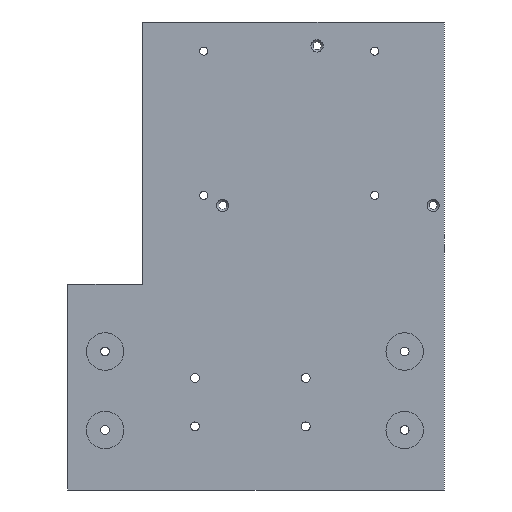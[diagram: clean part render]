
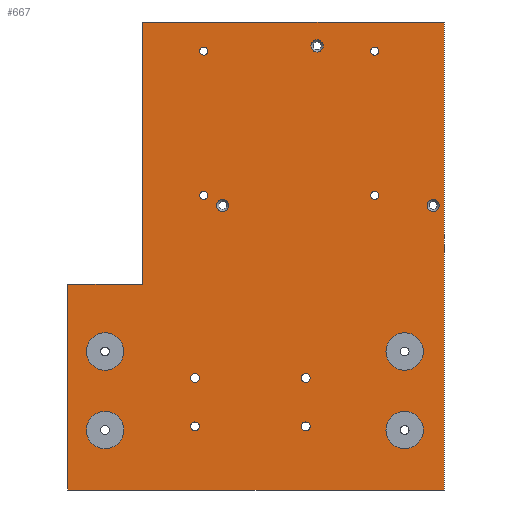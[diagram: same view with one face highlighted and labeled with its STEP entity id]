
A CAD part, front view. The second image highlights one B-rep face of the part: STEP entity #667.
In plain terms, the highlighted planar face has unit normal (0, -1, 0).
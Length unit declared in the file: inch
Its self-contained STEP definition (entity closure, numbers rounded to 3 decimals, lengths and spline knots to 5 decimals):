
#18=LINE('',#1054,#36);
#22=LINE('',#1062,#40);
#27=LINE('',#1071,#45);
#31=LINE('',#1168,#49);
#33=LINE('',#1172,#51);
#35=LINE('',#1175,#53);
#36=VECTOR('',#846,0.3937);
#40=VECTOR('',#852,0.3937);
#45=VECTOR('',#859,0.3937);
#49=VECTOR('',#979,0.3937);
#51=VECTOR('',#983,0.3937);
#53=VECTOR('',#987,0.3937);
#68=PLANE('',#778);
#142=FACE_BOUND('',#289,.T.);
#143=FACE_BOUND('',#290,.T.);
#144=FACE_BOUND('',#291,.T.);
#145=FACE_BOUND('',#292,.T.);
#146=FACE_BOUND('',#293,.T.);
#147=FACE_BOUND('',#294,.T.);
#148=FACE_BOUND('',#295,.T.);
#149=FACE_BOUND('',#296,.T.);
#150=FACE_BOUND('',#297,.T.);
#151=FACE_BOUND('',#298,.T.);
#152=FACE_BOUND('',#299,.T.);
#153=FACE_BOUND('',#300,.T.);
#154=FACE_BOUND('',#301,.T.);
#155=FACE_BOUND('',#302,.T.);
#156=FACE_BOUND('',#303,.T.);
#197=FACE_OUTER_BOUND('',#288,.T.);
#288=EDGE_LOOP('',(#599,#600,#601,#602,#603,#604));
#289=EDGE_LOOP('',(#605));
#290=EDGE_LOOP('',(#606));
#291=EDGE_LOOP('',(#607));
#292=EDGE_LOOP('',(#608));
#293=EDGE_LOOP('',(#609));
#294=EDGE_LOOP('',(#610));
#295=EDGE_LOOP('',(#611));
#296=EDGE_LOOP('',(#612));
#297=EDGE_LOOP('',(#613));
#298=EDGE_LOOP('',(#614));
#299=EDGE_LOOP('',(#615));
#300=EDGE_LOOP('',(#616));
#301=EDGE_LOOP('',(#617));
#302=EDGE_LOOP('',(#618));
#303=EDGE_LOOP('',(#619));
#305=CIRCLE('',#690,0.081);
#308=CIRCLE('',#695,0.081);
#311=CIRCLE('',#700,0.081);
#315=CIRCLE('',#706,0.054);
#317=CIRCLE('',#709,0.054);
#319=CIRCLE('',#712,0.054);
#321=CIRCLE('',#715,0.054);
#331=CIRCLE('',#730,0.25);
#334=CIRCLE('',#735,0.25);
#337=CIRCLE('',#740,0.25);
#340=CIRCLE('',#745,0.25);
#350=CIRCLE('',#769,0.059);
#351=CIRCLE('',#771,0.059);
#352=CIRCLE('',#773,0.059);
#353=CIRCLE('',#775,0.059);
#362=VERTEX_POINT('',#1008);
#365=VERTEX_POINT('',#1016);
#368=VERTEX_POINT('',#1024);
#372=VERTEX_POINT('',#1034);
#374=VERTEX_POINT('',#1039);
#376=VERTEX_POINT('',#1044);
#378=VERTEX_POINT('',#1049);
#379=VERTEX_POINT('',#1052);
#380=VERTEX_POINT('',#1053);
#383=VERTEX_POINT('',#1061);
#386=VERTEX_POINT('',#1069);
#398=VERTEX_POINT('',#1097);
#401=VERTEX_POINT('',#1105);
#404=VERTEX_POINT('',#1113);
#407=VERTEX_POINT('',#1121);
#417=VERTEX_POINT('',#1155);
#418=VERTEX_POINT('',#1158);
#419=VERTEX_POINT('',#1161);
#420=VERTEX_POINT('',#1164);
#421=VERTEX_POINT('',#1167);
#422=VERTEX_POINT('',#1171);
#423=EDGE_CURVE('',#362,#362,#305,.T.);
#426=EDGE_CURVE('',#365,#365,#308,.T.);
#429=EDGE_CURVE('',#368,#368,#311,.T.);
#433=EDGE_CURVE('',#372,#372,#315,.T.);
#435=EDGE_CURVE('',#374,#374,#317,.T.);
#437=EDGE_CURVE('',#376,#376,#319,.T.);
#439=EDGE_CURVE('',#378,#378,#321,.T.);
#440=EDGE_CURVE('',#379,#380,#18,.T.);
#444=EDGE_CURVE('',#383,#379,#22,.T.);
#449=EDGE_CURVE('',#380,#386,#27,.T.);
#462=EDGE_CURVE('',#398,#398,#331,.T.);
#465=EDGE_CURVE('',#401,#401,#334,.T.);
#468=EDGE_CURVE('',#404,#404,#337,.T.);
#471=EDGE_CURVE('',#407,#407,#340,.T.);
#481=EDGE_CURVE('',#417,#417,#350,.T.);
#482=EDGE_CURVE('',#418,#418,#351,.T.);
#483=EDGE_CURVE('',#419,#419,#352,.T.);
#484=EDGE_CURVE('',#420,#420,#353,.T.);
#485=EDGE_CURVE('',#421,#383,#31,.T.);
#487=EDGE_CURVE('',#422,#421,#33,.T.);
#489=EDGE_CURVE('',#386,#422,#35,.T.);
#599=ORIENTED_EDGE('',*,*,#440,.T.);
#600=ORIENTED_EDGE('',*,*,#449,.T.);
#601=ORIENTED_EDGE('',*,*,#489,.T.);
#602=ORIENTED_EDGE('',*,*,#487,.T.);
#603=ORIENTED_EDGE('',*,*,#485,.T.);
#604=ORIENTED_EDGE('',*,*,#444,.T.);
#605=ORIENTED_EDGE('',*,*,#423,.T.);
#606=ORIENTED_EDGE('',*,*,#426,.T.);
#607=ORIENTED_EDGE('',*,*,#429,.T.);
#608=ORIENTED_EDGE('',*,*,#433,.T.);
#609=ORIENTED_EDGE('',*,*,#435,.T.);
#610=ORIENTED_EDGE('',*,*,#437,.T.);
#611=ORIENTED_EDGE('',*,*,#439,.T.);
#612=ORIENTED_EDGE('',*,*,#462,.T.);
#613=ORIENTED_EDGE('',*,*,#465,.T.);
#614=ORIENTED_EDGE('',*,*,#468,.T.);
#615=ORIENTED_EDGE('',*,*,#471,.T.);
#616=ORIENTED_EDGE('',*,*,#481,.T.);
#617=ORIENTED_EDGE('',*,*,#482,.T.);
#618=ORIENTED_EDGE('',*,*,#483,.T.);
#619=ORIENTED_EDGE('',*,*,#484,.T.);
#667=ADVANCED_FACE('',(#197,#142,#143,#144,#145,#146,#147,#148,#149,#150,
#151,#152,#153,#154,#155,#156),#68,.T.);
#690=AXIS2_PLACEMENT_3D('',#1009,#792,#793);
#695=AXIS2_PLACEMENT_3D('',#1017,#802,#803);
#700=AXIS2_PLACEMENT_3D('',#1025,#812,#813);
#706=AXIS2_PLACEMENT_3D('',#1035,#824,#825);
#709=AXIS2_PLACEMENT_3D('',#1040,#830,#831);
#712=AXIS2_PLACEMENT_3D('',#1045,#836,#837);
#715=AXIS2_PLACEMENT_3D('',#1050,#842,#843);
#730=AXIS2_PLACEMENT_3D('',#1098,#885,#886);
#735=AXIS2_PLACEMENT_3D('',#1106,#895,#896);
#740=AXIS2_PLACEMENT_3D('',#1114,#905,#906);
#745=AXIS2_PLACEMENT_3D('',#1122,#915,#916);
#769=AXIS2_PLACEMENT_3D('',#1156,#963,#964);
#771=AXIS2_PLACEMENT_3D('',#1159,#967,#968);
#773=AXIS2_PLACEMENT_3D('',#1162,#971,#972);
#775=AXIS2_PLACEMENT_3D('',#1165,#975,#976);
#778=AXIS2_PLACEMENT_3D('',#1174,#985,#986);
#792=DIRECTION('center_axis',(0.,1.,0.));
#793=DIRECTION('ref_axis',(1.,0.,0.));
#802=DIRECTION('center_axis',(0.,1.,0.));
#803=DIRECTION('ref_axis',(1.,0.,0.));
#812=DIRECTION('center_axis',(0.,1.,0.));
#813=DIRECTION('ref_axis',(1.,0.,0.));
#824=DIRECTION('center_axis',(0.,1.,0.));
#825=DIRECTION('ref_axis',(-1.,0.,0.));
#830=DIRECTION('center_axis',(0.,1.,0.));
#831=DIRECTION('ref_axis',(-1.,0.,0.));
#836=DIRECTION('center_axis',(0.,1.,0.));
#837=DIRECTION('ref_axis',(-1.,0.,0.));
#842=DIRECTION('center_axis',(0.,1.,0.));
#843=DIRECTION('ref_axis',(-1.,0.,0.));
#846=DIRECTION('',(-1.,0.,0.));
#852=DIRECTION('',(0.,0.,-1.));
#859=DIRECTION('',(0.,0.,-1.));
#885=DIRECTION('center_axis',(0.,1.,0.));
#886=DIRECTION('ref_axis',(-1.,0.,0.));
#895=DIRECTION('center_axis',(0.,1.,0.));
#896=DIRECTION('ref_axis',(-1.,0.,0.));
#905=DIRECTION('center_axis',(0.,1.,0.));
#906=DIRECTION('ref_axis',(-1.,0.,0.));
#915=DIRECTION('center_axis',(0.,1.,0.));
#916=DIRECTION('ref_axis',(-1.,0.,0.));
#963=DIRECTION('center_axis',(0.,1.,0.));
#964=DIRECTION('ref_axis',(-1.,0.,0.));
#967=DIRECTION('center_axis',(0.,1.,0.));
#968=DIRECTION('ref_axis',(-1.,0.,0.));
#971=DIRECTION('center_axis',(0.,1.,0.));
#972=DIRECTION('ref_axis',(-1.,0.,0.));
#975=DIRECTION('center_axis',(0.,1.,0.));
#976=DIRECTION('ref_axis',(-1.,0.,0.));
#979=DIRECTION('',(-1.,0.,0.));
#983=DIRECTION('',(0.,0.,1.));
#985=DIRECTION('center_axis',(0.,-1.,0.));
#986=DIRECTION('ref_axis',(0.,0.,-1.));
#987=DIRECTION('',(1.,0.,0.));
#1008=CARTESIAN_POINT('',(2.446,0.,0.3));
#1009=CARTESIAN_POINT('Origin',(2.365,0.,0.3));
#1016=CARTESIAN_POINT('',(0.896,0.,2.43));
#1017=CARTESIAN_POINT('Origin',(0.815,0.,2.43));
#1024=CARTESIAN_POINT('',(-0.364,0.,0.3));
#1025=CARTESIAN_POINT('Origin',(-0.445,0.,0.3));
#1034=CARTESIAN_POINT('',(-0.644,0.,0.433));
#1035=CARTESIAN_POINT('Origin',(-0.698,0.,0.433));
#1039=CARTESIAN_POINT('',(1.639,0.,2.362));
#1040=CARTESIAN_POINT('Origin',(1.585,0.,2.362));
#1044=CARTESIAN_POINT('',(-0.644,0.,2.362));
#1045=CARTESIAN_POINT('Origin',(-0.698,0.,2.362));
#1049=CARTESIAN_POINT('',(1.639,0.,0.433));
#1050=CARTESIAN_POINT('Origin',(1.585,0.,0.433));
#1052=CARTESIAN_POINT('',(-1.515,0.,-0.75));
#1053=CARTESIAN_POINT('',(-2.515,0.,-0.75));
#1054=CARTESIAN_POINT('',(-0.7575,0.,-0.75));
#1061=CARTESIAN_POINT('',(-1.515,0.,2.75));
#1062=CARTESIAN_POINT('',(-1.515,0.,1.375));
#1069=CARTESIAN_POINT('',(-2.515,0.,-3.5));
#1071=CARTESIAN_POINT('',(-2.515,0.,3.5));
#1097=CARTESIAN_POINT('',(2.235,0.,-2.7));
#1098=CARTESIAN_POINT('Origin',(1.985,0.,-2.7));
#1105=CARTESIAN_POINT('',(-1.765,0.,-1.65));
#1106=CARTESIAN_POINT('Origin',(-2.015,0.,-1.65));
#1113=CARTESIAN_POINT('',(-1.765,0.,-2.7));
#1114=CARTESIAN_POINT('Origin',(-2.015,0.,-2.7));
#1121=CARTESIAN_POINT('',(2.235,0.,-1.65));
#1122=CARTESIAN_POINT('Origin',(1.985,0.,-1.65));
#1155=CARTESIAN_POINT('',(0.724,0.,-2.006));
#1156=CARTESIAN_POINT('Origin',(0.665,0.,-2.006));
#1158=CARTESIAN_POINT('',(-0.756,0.,-2.65));
#1159=CARTESIAN_POINT('Origin',(-0.815,0.,-2.65));
#1161=CARTESIAN_POINT('',(-0.756,0.,-2.006));
#1162=CARTESIAN_POINT('Origin',(-0.815,0.,-2.006));
#1164=CARTESIAN_POINT('',(0.724,0.,-2.65));
#1165=CARTESIAN_POINT('Origin',(0.665,0.,-2.65));
#1167=CARTESIAN_POINT('',(2.515,0.,2.75));
#1168=CARTESIAN_POINT('',(-1.2575,0.,2.75));
#1171=CARTESIAN_POINT('',(2.515,0.,-3.5));
#1172=CARTESIAN_POINT('',(2.515,0.,-3.5));
#1174=CARTESIAN_POINT('Origin',(0.,0.,0.));
#1175=CARTESIAN_POINT('',(-2.515,0.,-3.5));
